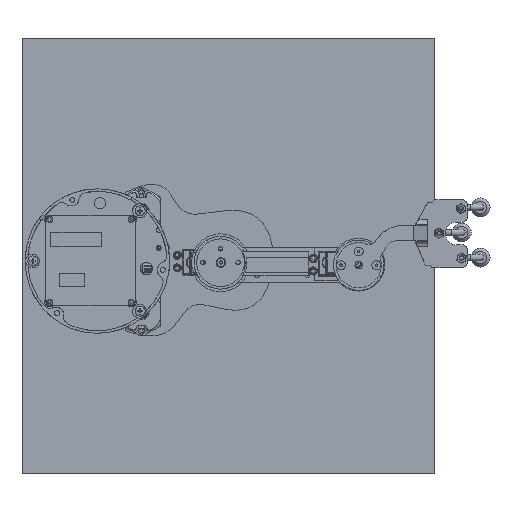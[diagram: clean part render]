
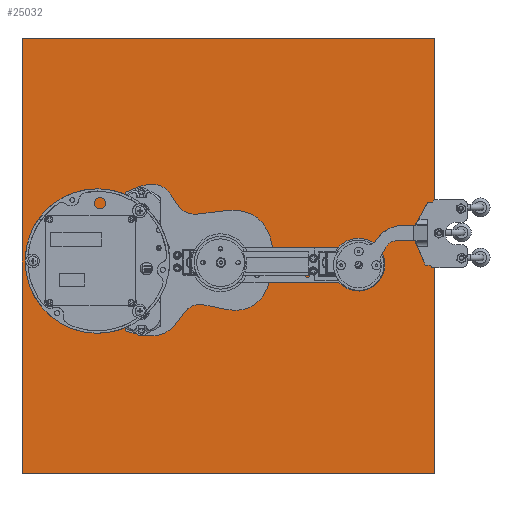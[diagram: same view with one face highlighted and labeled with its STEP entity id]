
A CAD part, top view. The second image highlights one B-rep face of the part: STEP entity #25032.
In plain terms, the highlighted planar face has unit normal (0, 0, 1).
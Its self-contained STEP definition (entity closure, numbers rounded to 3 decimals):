
#1528=FACE_BOUND('',#5385,.T.);
#1529=FACE_BOUND('',#5386,.T.);
#1530=FACE_BOUND('',#5387,.T.);
#1531=FACE_BOUND('',#5388,.T.);
#1532=FACE_BOUND('',#5389,.T.);
#1533=FACE_BOUND('',#5390,.T.);
#1534=FACE_BOUND('',#5391,.T.);
#2270=PLANE('',#27962);
#3666=FACE_OUTER_BOUND('',#5384,.T.);
#5384=EDGE_LOOP('',(#22910,#22911,#22912,#22913));
#5385=EDGE_LOOP('',(#22914));
#5386=EDGE_LOOP('',(#22915));
#5387=EDGE_LOOP('',(#22916));
#5388=EDGE_LOOP('',(#22917));
#5389=EDGE_LOOP('',(#22918));
#5390=EDGE_LOOP('',(#22919));
#5391=EDGE_LOOP('',(#22920));
#7303=LINE('',#53159,#9207);
#7304=LINE('',#53161,#9208);
#7305=LINE('',#53163,#9209);
#7306=LINE('',#53164,#9210);
#9207=VECTOR('',#35083,10.);
#9208=VECTOR('',#35084,10.);
#9209=VECTOR('',#35085,10.);
#9210=VECTOR('',#35086,10.);
#10463=CIRCLE('',#27949,1.796);
#10464=CIRCLE('',#27951,2.);
#10465=CIRCLE('',#27953,2.026);
#10466=CIRCLE('',#27955,1.868);
#10467=CIRCLE('',#27957,2.);
#10468=CIRCLE('',#27959,2.001);
#10469=CIRCLE('',#27961,2.062);
#12659=VERTEX_POINT('',#53129);
#12660=VERTEX_POINT('',#53133);
#12661=VERTEX_POINT('',#53137);
#12662=VERTEX_POINT('',#53141);
#12663=VERTEX_POINT('',#53145);
#12664=VERTEX_POINT('',#53149);
#12665=VERTEX_POINT('',#53153);
#12666=VERTEX_POINT('',#53157);
#12667=VERTEX_POINT('',#53158);
#12668=VERTEX_POINT('',#53160);
#12669=VERTEX_POINT('',#53162);
#16088=EDGE_CURVE('',#12659,#12659,#10463,.T.);
#16090=EDGE_CURVE('',#12660,#12660,#10464,.T.);
#16092=EDGE_CURVE('',#12661,#12661,#10465,.T.);
#16094=EDGE_CURVE('',#12662,#12662,#10466,.T.);
#16096=EDGE_CURVE('',#12663,#12663,#10467,.T.);
#16098=EDGE_CURVE('',#12664,#12664,#10468,.T.);
#16100=EDGE_CURVE('',#12665,#12665,#10469,.T.);
#16101=EDGE_CURVE('',#12666,#12667,#7303,.T.);
#16102=EDGE_CURVE('',#12667,#12668,#7304,.T.);
#16103=EDGE_CURVE('',#12668,#12669,#7305,.T.);
#16104=EDGE_CURVE('',#12669,#12666,#7306,.T.);
#22910=ORIENTED_EDGE('',*,*,#16101,.T.);
#22911=ORIENTED_EDGE('',*,*,#16102,.T.);
#22912=ORIENTED_EDGE('',*,*,#16103,.T.);
#22913=ORIENTED_EDGE('',*,*,#16104,.T.);
#22914=ORIENTED_EDGE('',*,*,#16088,.T.);
#22915=ORIENTED_EDGE('',*,*,#16090,.T.);
#22916=ORIENTED_EDGE('',*,*,#16092,.T.);
#22917=ORIENTED_EDGE('',*,*,#16094,.T.);
#22918=ORIENTED_EDGE('',*,*,#16096,.T.);
#22919=ORIENTED_EDGE('',*,*,#16098,.T.);
#22920=ORIENTED_EDGE('',*,*,#16100,.T.);
#25032=ADVANCED_FACE('',(#3666,#1528,#1529,#1530,#1531,#1532,#1533,#1534),
#2270,.T.);
#27949=AXIS2_PLACEMENT_3D('',#53131,#35049,#35050);
#27951=AXIS2_PLACEMENT_3D('',#53135,#35054,#35055);
#27953=AXIS2_PLACEMENT_3D('',#53139,#35059,#35060);
#27955=AXIS2_PLACEMENT_3D('',#53143,#35064,#35065);
#27957=AXIS2_PLACEMENT_3D('',#53147,#35069,#35070);
#27959=AXIS2_PLACEMENT_3D('',#53151,#35074,#35075);
#27961=AXIS2_PLACEMENT_3D('',#53155,#35079,#35080);
#27962=AXIS2_PLACEMENT_3D('',#53156,#35081,#35082);
#35049=DIRECTION('center_axis',(0.,0.,-1.));
#35050=DIRECTION('ref_axis',(1.,0.,0.));
#35054=DIRECTION('center_axis',(0.,0.,-1.));
#35055=DIRECTION('ref_axis',(1.,0.,0.));
#35059=DIRECTION('center_axis',(0.,0.,-1.));
#35060=DIRECTION('ref_axis',(1.,0.,0.));
#35064=DIRECTION('center_axis',(0.,0.,-1.));
#35065=DIRECTION('ref_axis',(1.,0.,0.));
#35069=DIRECTION('center_axis',(0.,0.,-1.));
#35070=DIRECTION('ref_axis',(1.,0.,0.));
#35074=DIRECTION('center_axis',(0.,0.,-1.));
#35075=DIRECTION('ref_axis',(1.,0.,0.));
#35079=DIRECTION('center_axis',(0.,0.,-1.));
#35080=DIRECTION('ref_axis',(1.,0.,0.));
#35081=DIRECTION('center_axis',(0.,0.,1.));
#35082=DIRECTION('ref_axis',(0.,1.,0.));
#35083=DIRECTION('',(-1.,0.,0.));
#35084=DIRECTION('',(0.,-1.,0.));
#35085=DIRECTION('',(1.,0.,0.));
#35086=DIRECTION('',(0.,1.,0.));
#53129=CARTESIAN_POINT('',(31.7,40.006,-317.));
#53131=CARTESIAN_POINT('Origin',(33.496,40.006,-317.));
#53133=CARTESIAN_POINT('',(103.,-3.1,-317.));
#53135=CARTESIAN_POINT('Origin',(105.,-3.1,-317.));
#53137=CARTESIAN_POINT('',(17.974,10.,-317.));
#53139=CARTESIAN_POINT('Origin',(20.,10.,-317.));
#53141=CARTESIAN_POINT('',(31.627,-40.119,-317.));
#53143=CARTESIAN_POINT('Origin',(33.496,-40.119,-317.));
#53145=CARTESIAN_POINT('',(77.9,-3.7,-317.));
#53147=CARTESIAN_POINT('Origin',(79.9,-3.7,-317.));
#53149=CARTESIAN_POINT('',(37.999,10.,-317.));
#53151=CARTESIAN_POINT('Origin',(40.,10.,-317.));
#53153=CARTESIAN_POINT('',(-53.562,0.,-317.));
#53155=CARTESIAN_POINT('Origin',(-51.5,0.,-317.));
#53156=CARTESIAN_POINT('Origin',(104.324,4.586,-317.));
#53157=CARTESIAN_POINT('',(268.685,177.597,-317.));
#53158=CARTESIAN_POINT('',(-60.037,177.597,-317.));
#53159=CARTESIAN_POINT('',(104.324,177.597,-317.));
#53160=CARTESIAN_POINT('',(-60.037,-168.426,-317.));
#53161=CARTESIAN_POINT('',(-60.037,4.586,-317.));
#53162=CARTESIAN_POINT('',(268.685,-168.426,-317.));
#53163=CARTESIAN_POINT('',(104.324,-168.426,-317.));
#53164=CARTESIAN_POINT('',(268.685,4.586,-317.));
